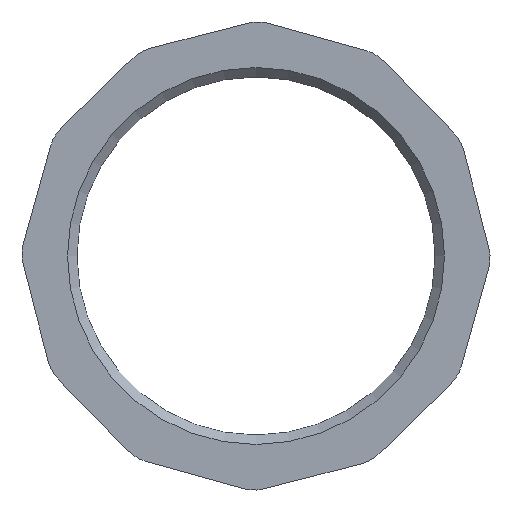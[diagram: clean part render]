
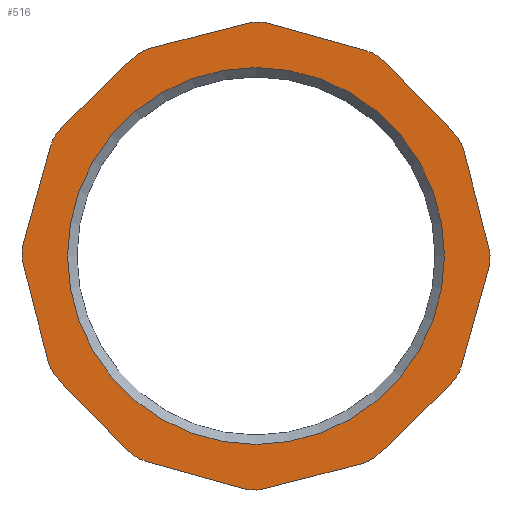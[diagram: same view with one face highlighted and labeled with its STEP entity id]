
A CAD part, front view. The second image highlights one B-rep face of the part: STEP entity #516.
In plain terms, the highlighted planar face has unit normal (0, -1, 0).
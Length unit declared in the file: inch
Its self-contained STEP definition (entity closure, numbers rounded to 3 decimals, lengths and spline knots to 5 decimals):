
#13=LINE($,#781,#61);
#14=LINE($,#785,#62);
#15=LINE($,#789,#63);
#16=LINE($,#793,#64);
#17=LINE($,#797,#65);
#18=LINE($,#801,#66);
#19=LINE($,#805,#67);
#20=LINE($,#809,#68);
#21=LINE($,#813,#69);
#22=LINE($,#817,#70);
#23=LINE($,#821,#71);
#24=LINE($,#824,#72);
#61=VECTOR($,#619,0.31886);
#62=VECTOR($,#622,0.31886);
#63=VECTOR($,#625,0.31886);
#64=VECTOR($,#628,0.31886);
#65=VECTOR($,#631,0.31886);
#66=VECTOR($,#634,0.31886);
#67=VECTOR($,#637,0.31886);
#68=VECTOR($,#640,0.31886);
#69=VECTOR($,#643,0.31886);
#70=VECTOR($,#646,0.31886);
#71=VECTOR($,#649,0.31886);
#72=VECTOR($,#652,0.31886);
#109=PLANE($,#551);
#138=FACE_BOUND($,#175,.T.);
#143=FACE_OUTER_BOUND($,#174,.T.);
#174=EDGE_LOOP($,(#364,#365,#366,#367,#368,#369,#370,#371,#372,#373,#374,
#375,#376,#377,#378,#379,#380,#381,#382,#383,#384,#385,#386,#387));
#175=EDGE_LOOP($,(#388));
#205=CIRCLE($,#548,0.5965);
#207=CIRCLE($,#552,0.125);
#208=CIRCLE($,#553,0.125);
#209=CIRCLE($,#554,0.125);
#210=CIRCLE($,#555,0.125);
#211=CIRCLE($,#556,0.125);
#212=CIRCLE($,#557,0.125);
#213=CIRCLE($,#558,0.125);
#214=CIRCLE($,#559,0.125);
#215=CIRCLE($,#560,0.125);
#216=CIRCLE($,#561,0.125);
#217=CIRCLE($,#562,0.125);
#218=CIRCLE($,#563,0.125);
#233=VERTEX_POINT($,#771);
#235=VERTEX_POINT($,#777);
#236=VERTEX_POINT($,#778);
#237=VERTEX_POINT($,#780);
#238=VERTEX_POINT($,#782);
#239=VERTEX_POINT($,#784);
#240=VERTEX_POINT($,#786);
#241=VERTEX_POINT($,#788);
#242=VERTEX_POINT($,#790);
#243=VERTEX_POINT($,#792);
#244=VERTEX_POINT($,#794);
#245=VERTEX_POINT($,#796);
#246=VERTEX_POINT($,#798);
#247=VERTEX_POINT($,#800);
#248=VERTEX_POINT($,#802);
#249=VERTEX_POINT($,#804);
#250=VERTEX_POINT($,#806);
#251=VERTEX_POINT($,#808);
#252=VERTEX_POINT($,#810);
#253=VERTEX_POINT($,#812);
#254=VERTEX_POINT($,#814);
#255=VERTEX_POINT($,#816);
#256=VERTEX_POINT($,#818);
#257=VERTEX_POINT($,#820);
#258=VERTEX_POINT($,#822);
#285=EDGE_CURVE($,#233,#233,#205,.T.);
#287=EDGE_CURVE($,#235,#236,#207,.T.);
#288=EDGE_CURVE($,#235,#237,#13,.T.);
#289=EDGE_CURVE($,#238,#237,#208,.T.);
#290=EDGE_CURVE($,#238,#239,#14,.T.);
#291=EDGE_CURVE($,#240,#239,#209,.T.);
#292=EDGE_CURVE($,#240,#241,#15,.T.);
#293=EDGE_CURVE($,#242,#241,#210,.T.);
#294=EDGE_CURVE($,#242,#243,#16,.T.);
#295=EDGE_CURVE($,#244,#243,#211,.T.);
#296=EDGE_CURVE($,#244,#245,#17,.T.);
#297=EDGE_CURVE($,#246,#245,#212,.T.);
#298=EDGE_CURVE($,#246,#247,#18,.T.);
#299=EDGE_CURVE($,#248,#247,#213,.T.);
#300=EDGE_CURVE($,#248,#249,#19,.T.);
#301=EDGE_CURVE($,#250,#249,#214,.T.);
#302=EDGE_CURVE($,#250,#251,#20,.T.);
#303=EDGE_CURVE($,#252,#251,#215,.T.);
#304=EDGE_CURVE($,#252,#253,#21,.T.);
#305=EDGE_CURVE($,#254,#253,#216,.T.);
#306=EDGE_CURVE($,#254,#255,#22,.T.);
#307=EDGE_CURVE($,#256,#255,#217,.T.);
#308=EDGE_CURVE($,#256,#257,#23,.T.);
#309=EDGE_CURVE($,#258,#257,#218,.T.);
#310=EDGE_CURVE($,#258,#236,#24,.T.);
#364=ORIENTED_EDGE($,*,*,#287,.F.);
#365=ORIENTED_EDGE($,*,*,#288,.T.);
#366=ORIENTED_EDGE($,*,*,#289,.F.);
#367=ORIENTED_EDGE($,*,*,#290,.T.);
#368=ORIENTED_EDGE($,*,*,#291,.F.);
#369=ORIENTED_EDGE($,*,*,#292,.T.);
#370=ORIENTED_EDGE($,*,*,#293,.F.);
#371=ORIENTED_EDGE($,*,*,#294,.T.);
#372=ORIENTED_EDGE($,*,*,#295,.F.);
#373=ORIENTED_EDGE($,*,*,#296,.T.);
#374=ORIENTED_EDGE($,*,*,#297,.F.);
#375=ORIENTED_EDGE($,*,*,#298,.T.);
#376=ORIENTED_EDGE($,*,*,#299,.F.);
#377=ORIENTED_EDGE($,*,*,#300,.T.);
#378=ORIENTED_EDGE($,*,*,#301,.F.);
#379=ORIENTED_EDGE($,*,*,#302,.T.);
#380=ORIENTED_EDGE($,*,*,#303,.F.);
#381=ORIENTED_EDGE($,*,*,#304,.T.);
#382=ORIENTED_EDGE($,*,*,#305,.F.);
#383=ORIENTED_EDGE($,*,*,#306,.T.);
#384=ORIENTED_EDGE($,*,*,#307,.F.);
#385=ORIENTED_EDGE($,*,*,#308,.T.);
#386=ORIENTED_EDGE($,*,*,#309,.F.);
#387=ORIENTED_EDGE($,*,*,#310,.T.);
#388=ORIENTED_EDGE($,*,*,#285,.F.);
#516=ADVANCED_FACE($,(#143,#138),#109,.F.);
#548=AXIS2_PLACEMENT_3D($,#772,#609,#610);
#551=AXIS2_PLACEMENT_3D($,#776,#615,#616);
#552=AXIS2_PLACEMENT_3D($,#779,#617,#618);
#553=AXIS2_PLACEMENT_3D($,#783,#620,#621);
#554=AXIS2_PLACEMENT_3D($,#787,#623,#624);
#555=AXIS2_PLACEMENT_3D($,#791,#626,#627);
#556=AXIS2_PLACEMENT_3D($,#795,#629,#630);
#557=AXIS2_PLACEMENT_3D($,#799,#632,#633);
#558=AXIS2_PLACEMENT_3D($,#803,#635,#636);
#559=AXIS2_PLACEMENT_3D($,#807,#638,#639);
#560=AXIS2_PLACEMENT_3D($,#811,#641,#642);
#561=AXIS2_PLACEMENT_3D($,#815,#644,#645);
#562=AXIS2_PLACEMENT_3D($,#819,#647,#648);
#563=AXIS2_PLACEMENT_3D($,#823,#650,#651);
#609=DIRECTION('center_axis',(0.,-1.,0.));
#610=DIRECTION('ref_axis',(1.,0.,0.));
#615=DIRECTION('center_axis',(0.,1.,0.));
#616=DIRECTION('ref_axis',(0.,0.,1.));
#617=DIRECTION('center_axis',(0.,1.,0.));
#618=DIRECTION('ref_axis',(-1.,0.,0.011));
#619=DIRECTION($,(0.248,0.,-0.969));
#620=DIRECTION('center_axis',(0.,1.,0.));
#621=DIRECTION('ref_axis',(-0.872,0.,-0.49));
#622=DIRECTION($,(0.699,0.,-0.715));
#623=DIRECTION('center_axis',(0.,1.,0.));
#624=DIRECTION('ref_axis',(-0.51,0.,-0.86));
#625=DIRECTION($,(0.963,0.,-0.27));
#626=DIRECTION('center_axis',(0.,1.,0.));
#627=DIRECTION('ref_axis',(-0.011,0.,-1.));
#628=DIRECTION($,(0.969,0.,0.248));
#629=DIRECTION('center_axis',(0.,1.,0.));
#630=DIRECTION('ref_axis',(0.49,0.,-0.872));
#631=DIRECTION($,(0.715,0.,0.699));
#632=DIRECTION('center_axis',(0.,1.,0.));
#633=DIRECTION('ref_axis',(0.86,0.,-0.51));
#634=DIRECTION($,(0.27,0.,0.963));
#635=DIRECTION('center_axis',(0.,1.,0.));
#636=DIRECTION('ref_axis',(1.,0.,-0.011));
#637=DIRECTION($,(-0.248,0.,0.969));
#638=DIRECTION('center_axis',(0.,1.,0.));
#639=DIRECTION('ref_axis',(0.872,0.,0.49));
#640=DIRECTION($,(-0.699,0.,0.715));
#641=DIRECTION('center_axis',(0.,1.,0.));
#642=DIRECTION('ref_axis',(0.51,0.,0.86));
#643=DIRECTION($,(-0.963,0.,0.27));
#644=DIRECTION('center_axis',(0.,1.,0.));
#645=DIRECTION('ref_axis',(0.011,0.,1.));
#646=DIRECTION($,(-0.969,0.,-0.248));
#647=DIRECTION('center_axis',(0.,1.,0.));
#648=DIRECTION('ref_axis',(-0.49,0.,0.872));
#649=DIRECTION($,(-0.715,0.,-0.699));
#650=DIRECTION('center_axis',(0.,1.,0.));
#651=DIRECTION('ref_axis',(-0.86,0.,0.51));
#652=DIRECTION($,(-0.27,0.,-0.963));
#771=CARTESIAN_POINT('',(-0.5965,0.,0.));
#772=CARTESIAN_POINT('Origin',(0.,0.,0.));
#776=CARTESIAN_POINT('Origin',(0.,0.,0.));
#777=CARTESIAN_POINT('',(-0.73705,0.,-0.02409));
#778=CARTESIAN_POINT('',(-0.73632,0.,0.04061));
#779=CARTESIAN_POINT('Origin',(-0.61595,0.,0.0069));
#780=CARTESIAN_POINT('',(-0.65798,0.,-0.33299));
#781=CARTESIAN_POINT($,(-0.74535,0.,0.00836));
#782=CARTESIAN_POINT('',(-0.62625,0.,-0.38939));
#783=CARTESIAN_POINT('Origin',(-0.53688,0.,-0.302));
#784=CARTESIAN_POINT('',(-0.40333,0.,-0.61737));
#785=CARTESIAN_POINT($,(-0.64967,0.,-0.36544));
#786=CARTESIAN_POINT('',(-0.34766,0.,-0.65035));
#787=CARTESIAN_POINT('Origin',(-0.31395,0.,-0.52998));
#788=CARTESIAN_POINT('',(-0.04061,0.,-0.73632));
#789=CARTESIAN_POINT($,(-0.37991,0.,-0.64132));
#790=CARTESIAN_POINT('',(0.02409,0.,-0.73705));
#791=CARTESIAN_POINT('Origin',(-0.0069,0.,-0.61595));
#792=CARTESIAN_POINT('',(0.33299,0.,-0.65798));
#793=CARTESIAN_POINT($,(-0.00836,0.,-0.74535));
#794=CARTESIAN_POINT('',(0.38939,0.,-0.62625));
#795=CARTESIAN_POINT('Origin',(0.302,0.,-0.53688));
#796=CARTESIAN_POINT('',(0.61737,0.,-0.40333));
#797=CARTESIAN_POINT($,(0.36544,0.,-0.64967));
#798=CARTESIAN_POINT('',(0.65035,0.,-0.34766));
#799=CARTESIAN_POINT('Origin',(0.52998,0.,-0.31395));
#800=CARTESIAN_POINT('',(0.73632,0.,-0.04061));
#801=CARTESIAN_POINT($,(0.64132,0.,-0.37991));
#802=CARTESIAN_POINT('',(0.73705,0.,0.02409));
#803=CARTESIAN_POINT('Origin',(0.61595,0.,-0.0069));
#804=CARTESIAN_POINT('',(0.65798,0.,0.33299));
#805=CARTESIAN_POINT($,(0.74535,0.,-0.00836));
#806=CARTESIAN_POINT('',(0.62625,0.,0.38939));
#807=CARTESIAN_POINT('Origin',(0.53688,0.,0.302));
#808=CARTESIAN_POINT('',(0.40333,0.,0.61737));
#809=CARTESIAN_POINT($,(0.64967,0.,0.36544));
#810=CARTESIAN_POINT('',(0.34766,0.,0.65035));
#811=CARTESIAN_POINT('Origin',(0.31395,0.,0.52998));
#812=CARTESIAN_POINT('',(0.04061,0.,0.73632));
#813=CARTESIAN_POINT($,(0.37991,0.,0.64132));
#814=CARTESIAN_POINT('',(-0.02409,0.,0.73705));
#815=CARTESIAN_POINT('Origin',(0.0069,0.,0.61595));
#816=CARTESIAN_POINT('',(-0.33299,0.,0.65798));
#817=CARTESIAN_POINT($,(0.00836,0.,0.74535));
#818=CARTESIAN_POINT('',(-0.38939,0.,0.62625));
#819=CARTESIAN_POINT('Origin',(-0.302,0.,0.53688));
#820=CARTESIAN_POINT('',(-0.61737,0.,0.40333));
#821=CARTESIAN_POINT($,(-0.36544,0.,0.64967));
#822=CARTESIAN_POINT('',(-0.65035,0.,0.34766));
#823=CARTESIAN_POINT('Origin',(-0.52998,0.,0.31395));
#824=CARTESIAN_POINT($,(-0.64132,0.,0.37991));
